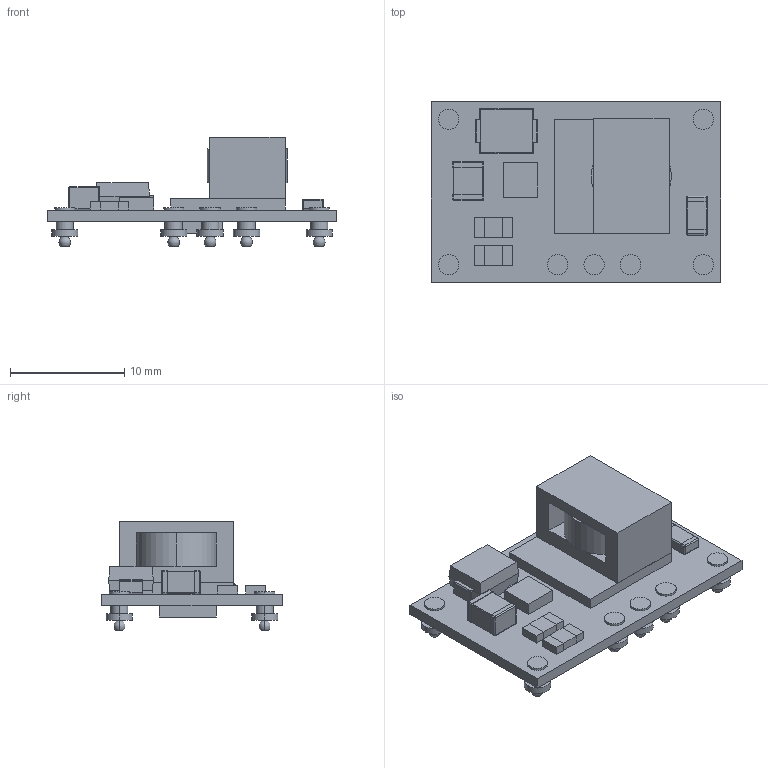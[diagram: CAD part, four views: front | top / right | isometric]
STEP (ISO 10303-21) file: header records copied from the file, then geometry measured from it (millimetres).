
FILE_DESCRIPTION((''),'2;1');
FILE_NAME('TEXAS_EUY (R-PDSS-B7).stp','2013-07-23T17:03:15',(''),(''),'Mechanical Desktop 2011','Mechanical Desktop 2011',', , ');
FILE_SCHEMA(('AUTOMOTIVE_DESIGN { 1 2 10303 214 1 1 1 1 }'));
Length unit declared in the file: millimetre
Products named in the file (1): Product
Bounding box: 25.27 x 15.75 x 9.57 mm (x, y, z)
Volume: 971.4 mm3; surface area: 2240.4 mm2
Topology: 54 solids, 54 shells, 338 faces, 669 edges, 432 vertices
Faces by surface type: plane 192, cylinder 86, sphere 34, bspline 26
Entity records: 8737 total; most frequent: CARTESIAN_POINT 1537, DIRECTION 1535, ORIENTED_EDGE 1320, EDGE_CURVE 660, AXIS2_PLACEMENT_3D 561, VERTEX_POINT 430, VECTOR 413, LINE 413
